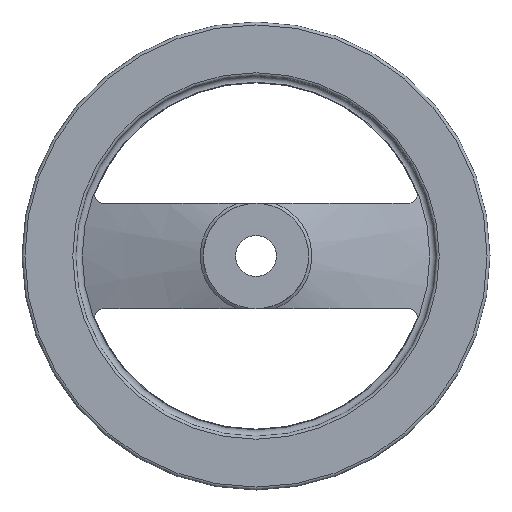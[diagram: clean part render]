
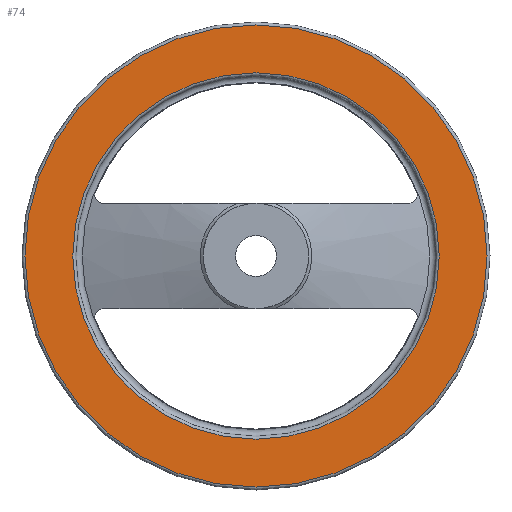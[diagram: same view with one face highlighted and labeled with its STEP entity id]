
A CAD part, left-side view. The second image highlights one B-rep face of the part: STEP entity #74.
In plain terms, the highlighted planar face has unit normal (-1, 0, 0).
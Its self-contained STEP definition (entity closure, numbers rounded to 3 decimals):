
#74 = ADVANCED_FACE( '', ( #164, #165 ), #166, .F. );
#164 = FACE_OUTER_BOUND( '', #271, .T. );
#165 = FACE_BOUND( '', #272, .T. );
#166 = PLANE( '', #273 );
#271 = EDGE_LOOP( '', ( #419 ) );
#272 = EDGE_LOOP( '', ( #420 ) );
#273 = AXIS2_PLACEMENT_3D( '', #421, #422, #423 );
#419 = ORIENTED_EDGE( '', *, *, #605, .F. );
#420 = ORIENTED_EDGE( '', *, *, #592, .T. );
#421 = CARTESIAN_POINT( '', ( 19., 62.64, 0. ) );
#422 = DIRECTION( '', ( 1., 0., 0. ) );
#423 = DIRECTION( '', ( 0., 0., -1. ) );
#592 = EDGE_CURVE( '', #700, #700, #701, .T. );
#605 = EDGE_CURVE( '', #718, #718, #719, .T. );
#700 = VERTEX_POINT( '', #974 );
#701 = CIRCLE( '', #975, 62.64 );
#718 = VERTEX_POINT( '', #1016 );
#719 = CIRCLE( '', #1017, 79. );
#974 = CARTESIAN_POINT( '', ( 19., 0., -62.64 ) );
#975 = AXIS2_PLACEMENT_3D( '', #1269, #1270, #1271 );
#1016 = CARTESIAN_POINT( '', ( 19., 0., -79. ) );
#1017 = AXIS2_PLACEMENT_3D( '', #1287, #1288, #1289 );
#1269 = CARTESIAN_POINT( '', ( 19., 0., 0. ) );
#1270 = DIRECTION( '', ( 1., 0., 0. ) );
#1271 = DIRECTION( '', ( 0., 0., -1. ) );
#1287 = CARTESIAN_POINT( '', ( 19., 0., 0. ) );
#1288 = DIRECTION( '', ( 1., 0., 0. ) );
#1289 = DIRECTION( '', ( 0., 0., -1. ) );
